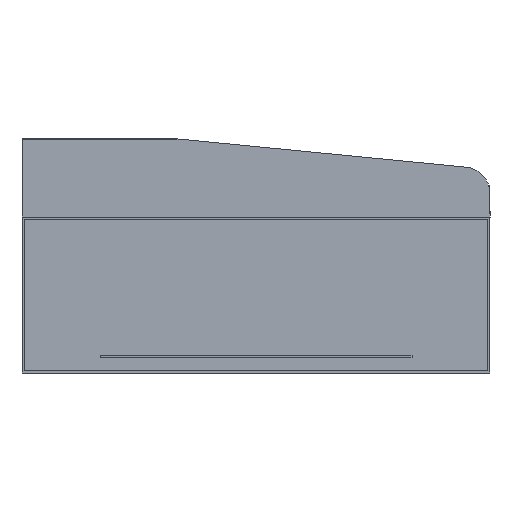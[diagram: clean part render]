
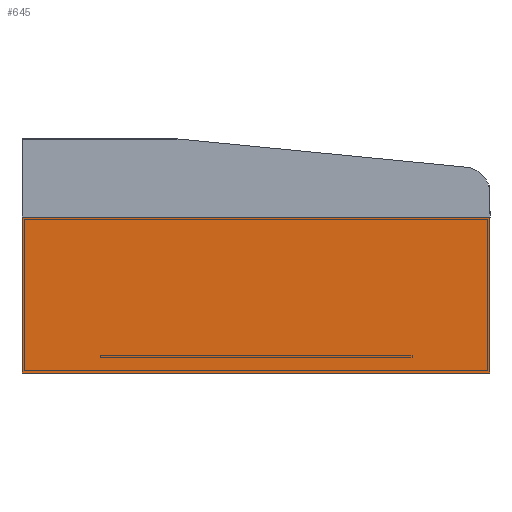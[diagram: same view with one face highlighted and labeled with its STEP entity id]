
A CAD part, left-side view. The second image highlights one B-rep face of the part: STEP entity #645.
In plain terms, the highlighted planar face has unit normal (-1, 0, 0).
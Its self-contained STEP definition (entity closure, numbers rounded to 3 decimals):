
#206 = CARTESIAN_POINT ( 'NONE',  ( 0., 0., 0. ) ) ;
#645 = ADVANCED_FACE ( 'NONE', ( #11505 ), #3681, .T. ) ;
#863 = EDGE_CURVE ( 'NONE', #7725, #12659, #8983, .T. ) ;
#1814 = EDGE_CURVE ( 'NONE', #12573, #6643, #6872, .T. ) ;
#2064 = VECTOR ( 'NONE', #19098, 1000. ) ;
#2571 = EDGE_CURVE ( 'NONE', #12659, #6643, #11250, .T. ) ;
#2958 = ORIENTED_EDGE ( 'NONE', *, *, #863, .F. ) ;
#3681 = PLANE ( 'NONE',  #14250 ) ;
#3718 = CARTESIAN_POINT ( 'NONE',  ( 0., 300., 100. ) ) ;
#4788 = DIRECTION ( 'NONE',  ( 0., 1., 0. ) ) ;
#4987 = CARTESIAN_POINT ( 'NONE',  ( 0., 0., 100. ) ) ;
#5011 = DIRECTION ( 'NONE',  ( -1., 0., 0. ) ) ;
#5013 = VECTOR ( 'NONE', #4788, 1000. ) ;
#5274 = CARTESIAN_POINT ( 'NONE',  ( 0., 0., 100. ) ) ;
#6441 = ORIENTED_EDGE ( 'NONE', *, *, #8671, .T. ) ;
#6643 = VERTEX_POINT ( 'NONE', #3718 ) ;
#6872 = LINE ( 'NONE', #4987, #2064 ) ;
#7725 = VERTEX_POINT ( 'NONE', #12198 ) ;
#8422 = CARTESIAN_POINT ( 'NONE',  ( 0., 300., 0. ) ) ;
#8608 = CARTESIAN_POINT ( 'NONE',  ( 0., 0., 0. ) ) ;
#8671 = EDGE_CURVE ( 'NONE', #7725, #12573, #16230, .T. ) ;
#8983 = LINE ( 'NONE', #206, #5013 ) ;
#9455 = ORIENTED_EDGE ( 'NONE', *, *, #1814, .T. ) ;
#9802 = DIRECTION ( 'NONE',  ( 0., 0., 1. ) ) ;
#9914 = EDGE_LOOP ( 'NONE', ( #9455, #10336, #2958, #6441 ) ) ;
#10336 = ORIENTED_EDGE ( 'NONE', *, *, #2571, .F. ) ;
#11250 = LINE ( 'NONE', #8422, #15421 ) ;
#11414 = CARTESIAN_POINT ( 'NONE',  ( 0., 0., 0. ) ) ;
#11505 = FACE_OUTER_BOUND ( 'NONE', #9914, .T. ) ;
#11506 = VECTOR ( 'NONE', #16041, 1000. ) ;
#12198 = CARTESIAN_POINT ( 'NONE',  ( 0., 0., 0. ) ) ;
#12573 = VERTEX_POINT ( 'NONE', #5274 ) ;
#12659 = VERTEX_POINT ( 'NONE', #17863 ) ;
#14250 = AXIS2_PLACEMENT_3D ( 'NONE', #11414, #5011, #9802 ) ;
#15421 = VECTOR ( 'NONE', #17139, 1000. ) ;
#16041 = DIRECTION ( 'NONE',  ( 0., 0., 1. ) ) ;
#16230 = LINE ( 'NONE', #8608, #11506 ) ;
#17139 = DIRECTION ( 'NONE',  ( 0., 0., 1. ) ) ;
#17863 = CARTESIAN_POINT ( 'NONE',  ( 0., 300., 0. ) ) ;
#19098 = DIRECTION ( 'NONE',  ( 0., 1., 0. ) ) ;
